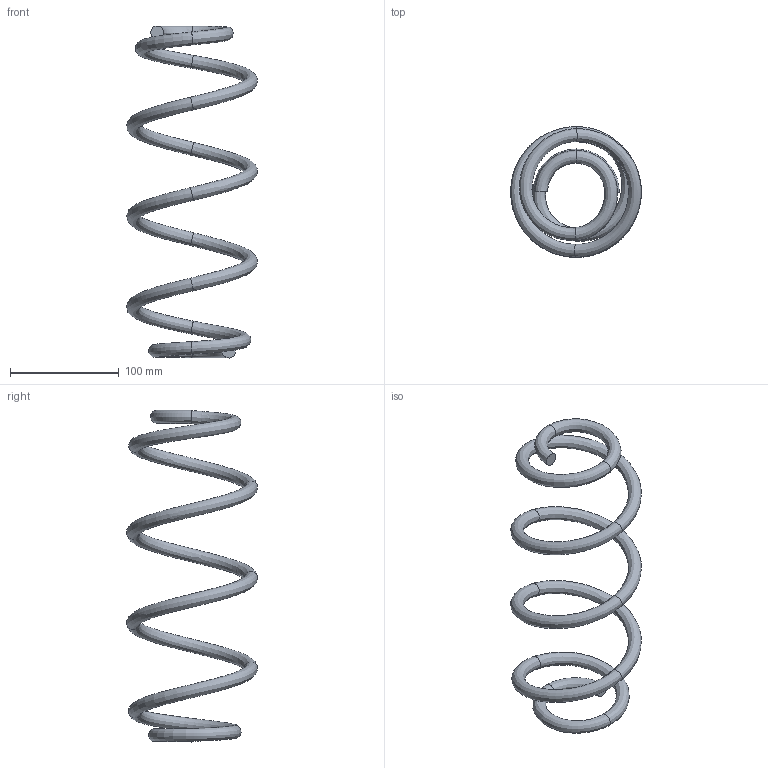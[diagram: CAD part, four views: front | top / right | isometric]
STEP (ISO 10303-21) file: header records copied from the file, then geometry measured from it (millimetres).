
FILE_DESCRIPTION(/* description */ ('Unknown'),/* implementation_level */ '2;1');
FILE_NAME(/* name */ 'RESORTE HEL DAIHATSU TERIOS II TRAS IMAL',/* time_stamp */ '2024-11-12T15:58:11-05:00',/* author */ ('Unknown'),/* organization */ ('Unknown'),/* preprocessor_version */ 'ST-DEVELOPER v19.4',/* originating_system */ 'Solid Edge',/* authorisation */ 'Unknown');
FILE_SCHEMA (('CONFIG_CONTROL_DESIGN'));
Length unit declared in the file: millimetre
Products named in the file (1): RESORTE HEL DAIHATSU TERIOS II TRAS IMAL
Bounding box: 119.88 x 120.06 x 304.66 mm (x, y, z)
Volume: 187423.4 mm3; surface area: 62772.8 mm2
Topology: 1 solids, 1 shells, 14 faces, 41 edges, 45 vertices
Faces by surface type: bspline 12, plane 2
Entity records: 7445 total; most frequent: CARTESIAN_POINT 7130, DIRECTION 32, ORIENTED_EDGE 26, EDGE_LOOP 26, FACE_BOUND 26, STYLED_ITEM 17, PRESENTATION_STYLE_ASSIGNMENT 17, CURVE_STYLE 16
